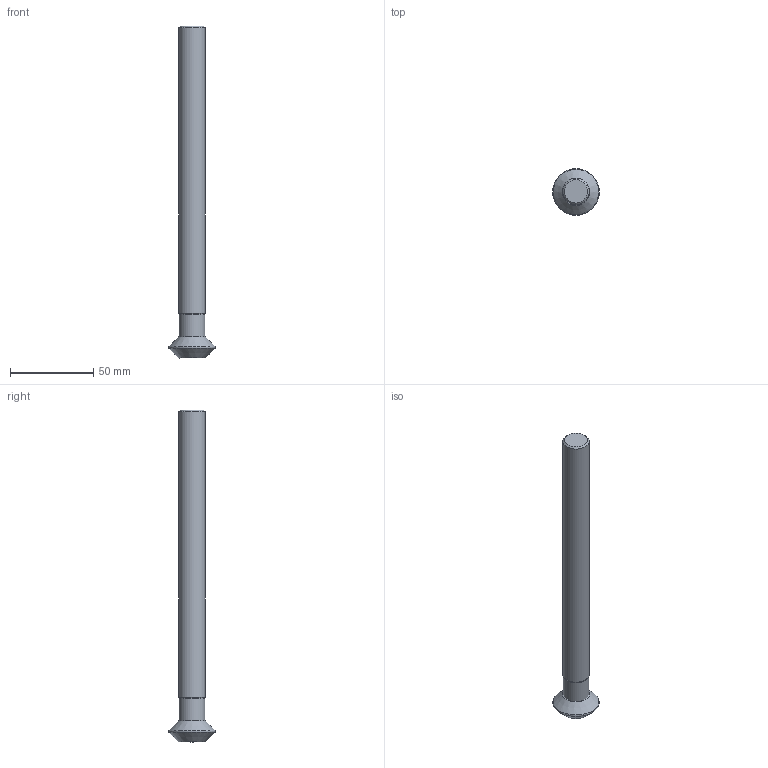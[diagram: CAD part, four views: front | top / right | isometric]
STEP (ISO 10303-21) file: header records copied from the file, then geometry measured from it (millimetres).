
FILE_DESCRIPTION(/* description */ (''),/* implementation_level */ '2;1');
FILE_NAME(/* name */ '16N2R027A16_SSD09_SIM.stp',/* time_stamp */ '2019-12-13T10:16:20+01:00',/* author */ (''),/* organization */ (''),/* preprocessor_version */ 'ST-DEVELOPER v16.7',/* originating_system */ 'SIEMENS PLM Software NX 12.0',/* authorisation */ '');
FILE_SCHEMA (('AUTOMOTIVE_DESIGN { 1 0 10303 214 3 1 1 1 }'));
Length unit declared in the file: millimetre
Products named in the file (1): pp0722D02805fr4p
Bounding box: 28.13 x 28.13 x 200 mm (x, y, z)
Volume: 45938.6 mm3; surface area: 12598.2 mm2
Topology: 2 solids, 2 shells, 17 faces, 37 edges, 21 vertices
Faces by surface type: cone 6, torus 5, cylinder 3, revolution 2, plane 1
Full cylindrical faces by diameter (mm): 15.5 x1, 16 x1, 26.329 x1
Entity records: 387 total; most frequent: DIRECTION 68, CARTESIAN_POINT 53, FACE_BOUND 32, EDGE_LOOP 32, ORIENTED_EDGE 32, AXIS2_PLACEMENT_3D 32, ADVANCED_FACE 17, VERTEX_POINT 17
